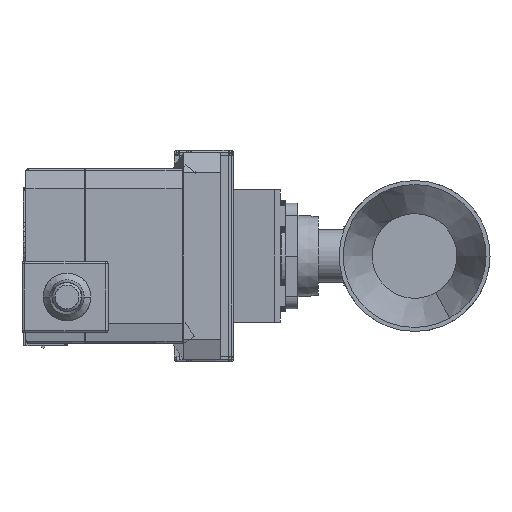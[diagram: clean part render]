
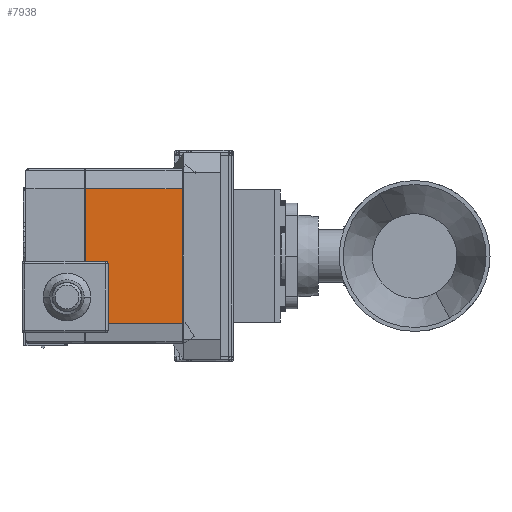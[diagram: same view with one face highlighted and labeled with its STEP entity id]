
A CAD part, left-side view. The second image highlights one B-rep face of the part: STEP entity #7938.
In plain terms, the highlighted face is planar.
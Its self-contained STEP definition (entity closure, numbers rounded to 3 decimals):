
#2301 = CARTESIAN_POINT ( 'NONE',  ( 121., -25.475, 66.25 ) ) ;
#3556 = LINE ( 'NONE', #54400, #37768 ) ;
#3775 = EDGE_CURVE ( 'NONE', #48626, #28451, #59049, .T. ) ;
#4437 = EDGE_CURVE ( 'NONE', #37455, #27499, #25849, .T. ) ;
#5361 = CARTESIAN_POINT ( 'NONE',  ( 121., -2., 66.25 ) ) ;
#5385 = CARTESIAN_POINT ( 'NONE',  ( 121., -2., 84.5 ) ) ;
#6207 = CARTESIAN_POINT ( 'NONE',  ( 121., 25.5, 48. ) ) ;
#7299 = DIRECTION ( 'NONE',  ( 0., 1., 0. ) ) ;
#7938 = ADVANCED_FACE ( 'NONE', ( #55451 ), #17305, .F. ) ;
#11060 = DIRECTION ( 'NONE',  ( 0., 1., 0. ) ) ;
#12542 = ORIENTED_EDGE ( 'NONE', *, *, #26846, .F. ) ;
#13584 = DIRECTION ( 'NONE',  ( -1., 0., 0. ) ) ;
#17166 = DIRECTION ( 'NONE',  ( 0., 0., 1. ) ) ;
#17305 = PLANE ( 'NONE',  #18527 ) ;
#18021 = CARTESIAN_POINT ( 'NONE',  ( 121., -2., 77. ) ) ;
#18074 = EDGE_LOOP ( 'NONE', ( #23641, #37597, #33768, #29611, #12542, #45398, #37868 ) ) ;
#18527 = AXIS2_PLACEMENT_3D ( 'NONE', #28092, #13584, #42841 ) ;
#18922 = CARTESIAN_POINT ( 'NONE',  ( 121., 0., 76. ) ) ;
#19392 = CARTESIAN_POINT ( 'NONE',  ( 121., -3., 76. ) ) ;
#19562 = LINE ( 'NONE', #5361, #28667 ) ;
#19887 = CARTESIAN_POINT ( 'NONE',  ( 121., -25.475, 76. ) ) ;
#23641 = ORIENTED_EDGE ( 'NONE', *, *, #3775, .T. ) ;
#24191 = DIRECTION ( 'NONE',  ( 0., 0., 1. ) ) ;
#25587 = VECTOR ( 'NONE', #11060, 1000. ) ;
#25849 = LINE ( 'NONE', #53265, #49119 ) ;
#25870 = VECTOR ( 'NONE', #51265, 1000. ) ;
#26846 = EDGE_CURVE ( 'NONE', #27756, #37784, #46318, .T. ) ;
#27499 = VERTEX_POINT ( 'NONE', #29296 ) ;
#27756 = VERTEX_POINT ( 'NONE', #56304 ) ;
#28092 = CARTESIAN_POINT ( 'NONE',  ( 121., 0., 66.25 ) ) ;
#28451 = VERTEX_POINT ( 'NONE', #6207 ) ;
#28667 = VECTOR ( 'NONE', #24191, 1000. ) ;
#29008 = CARTESIAN_POINT ( 'NONE',  ( 121., -2.478, 76.108 ) ) ;
#29296 = CARTESIAN_POINT ( 'NONE',  ( 121., 25.5, 84.5 ) ) ;
#29611 = ORIENTED_EDGE ( 'NONE', *, *, #44741, .F. ) ;
#30192 = CARTESIAN_POINT ( 'NONE',  ( 121., -2.108, 76.478 ) ) ;
#30844 = VERTEX_POINT ( 'NONE', #19887 ) ;
#32511 = LINE ( 'NONE', #18922, #25870 ) ;
#33634 = CARTESIAN_POINT ( 'NONE',  ( 121., -2.738, 76. ) ) ;
#33768 = ORIENTED_EDGE ( 'NONE', *, *, #4437, .F. ) ;
#35714 = CARTESIAN_POINT ( 'NONE',  ( 121., -2., 76.738 ) ) ;
#37455 = VERTEX_POINT ( 'NONE', #5385 ) ;
#37597 = ORIENTED_EDGE ( 'NONE', *, *, #56364, .T. ) ;
#37768 = VECTOR ( 'NONE', #17166, 1000. ) ;
#37784 = VERTEX_POINT ( 'NONE', #18021 ) ;
#37868 = ORIENTED_EDGE ( 'NONE', *, *, #38981, .F. ) ;
#38981 = EDGE_CURVE ( 'NONE', #48626, #30844, #39290, .T. ) ;
#39290 = LINE ( 'NONE', #2301, #47728 ) ;
#39609 = DIRECTION ( 'NONE',  ( 0., 0., 1. ) ) ;
#40070 = CARTESIAN_POINT ( 'NONE',  ( 121., -25.475, 48. ) ) ;
#40347 = CARTESIAN_POINT ( 'NONE',  ( 121., -2., 77. ) ) ;
#42841 = DIRECTION ( 'NONE',  ( 0., 0., 1. ) ) ;
#44741 = EDGE_CURVE ( 'NONE', #37784, #37455, #19562, .T. ) ;
#45398 = ORIENTED_EDGE ( 'NONE', *, *, #45803, .F. ) ;
#45803 = EDGE_CURVE ( 'NONE', #30844, #27756, #32511, .T. ) ;
#46318 = B_SPLINE_CURVE_WITH_KNOTS ( 'NONE', 3,
 ( #19392, #33634, #29008, #30192, #35714, #40347 ),
 .UNSPECIFIED., .F., .F.,
 ( 4, 2, 4 ),
 ( 0., 0.5, 1. ),
 .UNSPECIFIED. ) ;
#47728 = VECTOR ( 'NONE', #39609, 1000. ) ;
#48619 = CARTESIAN_POINT ( 'NONE',  ( 121., 0., 48. ) ) ;
#48626 = VERTEX_POINT ( 'NONE', #40070 ) ;
#49119 = VECTOR ( 'NONE', #7299, 1000. ) ;
#51265 = DIRECTION ( 'NONE',  ( 0., 1., 0. ) ) ;
#53265 = CARTESIAN_POINT ( 'NONE',  ( 121., 0., 84.5 ) ) ;
#54400 = CARTESIAN_POINT ( 'NONE',  ( 121., 25.5, 66.25 ) ) ;
#55451 = FACE_OUTER_BOUND ( 'NONE', #18074, .T. ) ;
#56304 = CARTESIAN_POINT ( 'NONE',  ( 121., -3., 76. ) ) ;
#56364 = EDGE_CURVE ( 'NONE', #28451, #27499, #3556, .T. ) ;
#59049 = LINE ( 'NONE', #48619, #25587 ) ;
